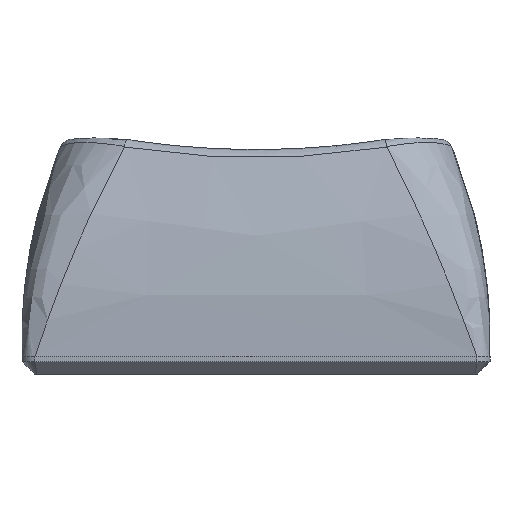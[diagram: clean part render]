
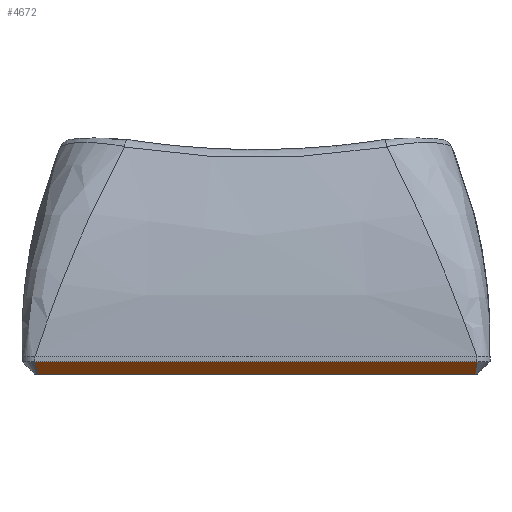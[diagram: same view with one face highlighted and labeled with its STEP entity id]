
A CAD part, front view. The second image highlights one B-rep face of the part: STEP entity #4672.
In plain terms, the highlighted planar face has unit normal (0, -0.707, -0.707).
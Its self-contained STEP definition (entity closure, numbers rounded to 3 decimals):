
#720 = PLANE('',#721);
#721 = AXIS2_PLACEMENT_3D('',#722,#723,#724);
#722 = CARTESIAN_POINT('',(-8.5,-9.,0.672));
#723 = DIRECTION('',(0.,-1.,0.));
#724 = DIRECTION('',(1.,0.,0.));
#1973 = VERTEX_POINT('',#1974);
#1974 = CARTESIAN_POINT('',(-8.5,-9.,0.48));
#2000 = EDGE_CURVE('',#1973,#2001,#2003,.T.);
#2001 = VERTEX_POINT('',#2002);
#2002 = CARTESIAN_POINT('',(8.5,-9.,0.48));
#2003 = SURFACE_CURVE('',#2004,(#2008,#2015),.PCURVE_S1.);
#2004 = LINE('',#2005,#2006);
#2005 = CARTESIAN_POINT('',(-8.5,-9.,0.48));
#2006 = VECTOR('',#2007,1.);
#2007 = DIRECTION('',(1.,0.,0.));
#2008 = PCURVE('',#720,#2009);
#2009 = DEFINITIONAL_REPRESENTATION('',(#2010),#2014);
#2010 = LINE('',#2011,#2012);
#2011 = CARTESIAN_POINT('',(0.,-0.192));
#2012 = VECTOR('',#2013,1.);
#2013 = DIRECTION('',(1.,0.));
#2014 = ( GEOMETRIC_REPRESENTATION_CONTEXT(2) 
PARAMETRIC_REPRESENTATION_CONTEXT() REPRESENTATION_CONTEXT('2D SPACE',''
  ) );
#2015 = PCURVE('',#2016,#2021);
#2016 = PLANE('',#2017);
#2017 = AXIS2_PLACEMENT_3D('',#2018,#2019,#2020);
#2018 = CARTESIAN_POINT('',(-8.5,-8.76,0.24));
#2019 = DIRECTION('',(0.,0.707,0.707)
  );
#2020 = DIRECTION('',(1.,0.,0.));
#2021 = DEFINITIONAL_REPRESENTATION('',(#2022),#2026);
#2022 = LINE('',#2023,#2024);
#2023 = CARTESIAN_POINT('',(0.,-0.339));
#2024 = VECTOR('',#2025,1.);
#2025 = DIRECTION('',(1.,0.));
#2026 = ( GEOMETRIC_REPRESENTATION_CONTEXT(2) 
PARAMETRIC_REPRESENTATION_CONTEXT() REPRESENTATION_CONTEXT('2D SPACE',''
  ) );
#3188 = CONICAL_SURFACE('',#3189,0.7,0.785);
#3189 = AXIS2_PLACEMENT_3D('',#3190,#3191,#3192);
#3190 = CARTESIAN_POINT('',(8.323,-8.323,0.48));
#3191 = DIRECTION('',(-0.,-0.,1.));
#3192 = DIRECTION('',(0.967,-0.253,0.));
#4672 = ADVANCED_FACE('',(#4673),#2016,.F.);
#4673 = FACE_BOUND('',#4674,.F.);
#4674 = EDGE_LOOP('',(#4675,#4710,#4711,#4741));
#4675 = ORIENTED_EDGE('',*,*,#4676,.F.);
#4676 = EDGE_CURVE('',#1973,#4677,#4679,.T.);
#4677 = VERTEX_POINT('',#4678);
#4678 = CARTESIAN_POINT('',(-8.42,-8.52,0.));
#4679 = SURFACE_CURVE('',#4680,(#4685,#4692),.PCURVE_S1.);
#4680 = PARABOLA('',#4681,0.008);
#4681 = AXIS2_PLACEMENT_3D('',#4682,#4683,#4684);
#4682 = CARTESIAN_POINT('',(-8.323,-8.311,
    -0.209));
#4683 = DIRECTION('',(0.,0.707,0.707)
  );
#4684 = DIRECTION('',(0.,-0.707,0.707)
  );
#4685 = PCURVE('',#2016,#4686);
#4686 = DEFINITIONAL_REPRESENTATION('',(#4687),#4691);
#4687 = B_SPLINE_CURVE_WITH_KNOTS('',2,(#4688,#4689,#4690),
  .UNSPECIFIED.,.F.,.F.,(3,3),(-0.177,-0.098),
  .PIECEWISE_BEZIER_KNOTS.);
#4688 = CARTESIAN_POINT('',(0.,-0.339));
#4689 = CARTESIAN_POINT('',(0.04,0.098));
#4690 = CARTESIAN_POINT('',(0.08,0.339));
#4691 = ( GEOMETRIC_REPRESENTATION_CONTEXT(2) 
PARAMETRIC_REPRESENTATION_CONTEXT() REPRESENTATION_CONTEXT('2D SPACE',''
  ) );
#4692 = PCURVE('',#4693,#4698);
#4693 = CONICAL_SURFACE('',#4694,0.7,0.785);
#4694 = AXIS2_PLACEMENT_3D('',#4695,#4696,#4697);
#4695 = CARTESIAN_POINT('',(-8.323,-8.323,0.48));
#4696 = DIRECTION('',(-0.,-0.,1.));
#4697 = DIRECTION('',(-0.253,-0.967,-0.));
#4698 = DEFINITIONAL_REPRESENTATION('',(#4699),#4709);
#4699 = B_SPLINE_CURVE_WITH_KNOTS('',8,(#4700,#4701,#4702,#4703,#4704,
    #4705,#4706,#4707,#4708),.UNSPECIFIED.,.F.,.F.,(9,9),(
    -0.177,-0.098),.PIECEWISE_BEZIER_KNOTS.);
#4700 = CARTESIAN_POINT('',(0.,0.));
#4701 = CARTESIAN_POINT('',(-0.014,-0.077));
#4702 = CARTESIAN_POINT('',(-0.03,-0.15));
#4703 = CARTESIAN_POINT('',(-0.048,-0.217));
#4704 = CARTESIAN_POINT('',(-0.069,-0.28));
#4705 = CARTESIAN_POINT('',(-0.094,-0.337));
#4706 = CARTESIAN_POINT('',(-0.123,-0.39));
#4707 = CARTESIAN_POINT('',(-0.158,-0.437));
#4708 = CARTESIAN_POINT('',(-0.203,-0.48));
#4709 = ( GEOMETRIC_REPRESENTATION_CONTEXT(2) 
PARAMETRIC_REPRESENTATION_CONTEXT() REPRESENTATION_CONTEXT('2D SPACE',''
  ) );
#4710 = ORIENTED_EDGE('',*,*,#2000,.T.);
#4711 = ORIENTED_EDGE('',*,*,#4712,.T.);
#4712 = EDGE_CURVE('',#2001,#4713,#4715,.T.);
#4713 = VERTEX_POINT('',#4714);
#4714 = CARTESIAN_POINT('',(8.42,-8.52,0.));
#4715 = SURFACE_CURVE('',#4716,(#4721,#4728),.PCURVE_S1.);
#4716 = PARABOLA('',#4717,0.008);
#4717 = AXIS2_PLACEMENT_3D('',#4718,#4719,#4720);
#4718 = CARTESIAN_POINT('',(8.323,-8.311,
    -0.209));
#4719 = DIRECTION('',(0.,-0.707,-0.707
    ));
#4720 = DIRECTION('',(0.,-0.707,0.707)
  );
#4721 = PCURVE('',#2016,#4722);
#4722 = DEFINITIONAL_REPRESENTATION('',(#4723),#4727);
#4723 = B_SPLINE_CURVE_WITH_KNOTS('',2,(#4724,#4725,#4726),
  .UNSPECIFIED.,.F.,.F.,(3,3),(-0.177,-0.098),
  .PIECEWISE_BEZIER_KNOTS.);
#4724 = CARTESIAN_POINT('',(17.,-0.339));
#4725 = CARTESIAN_POINT('',(16.96,0.098));
#4726 = CARTESIAN_POINT('',(16.92,0.339));
#4727 = ( GEOMETRIC_REPRESENTATION_CONTEXT(2) 
PARAMETRIC_REPRESENTATION_CONTEXT() REPRESENTATION_CONTEXT('2D SPACE',''
  ) );
#4728 = PCURVE('',#3188,#4729);
#4729 = DEFINITIONAL_REPRESENTATION('',(#4730),#4740);
#4730 = B_SPLINE_CURVE_WITH_KNOTS('',8,(#4731,#4732,#4733,#4734,#4735,
    #4736,#4737,#4738,#4739),.UNSPECIFIED.,.F.,.F.,(9,9),(
    -0.177,-0.098),.PIECEWISE_BEZIER_KNOTS.);
#4731 = CARTESIAN_POINT('',(-1.059,0.));
#4732 = CARTESIAN_POINT('',(-1.045,-0.077));
#4733 = CARTESIAN_POINT('',(-1.029,-0.15));
#4734 = CARTESIAN_POINT('',(-1.01,-0.217));
#4735 = CARTESIAN_POINT('',(-0.99,-0.28));
#4736 = CARTESIAN_POINT('',(-0.965,-0.337));
#4737 = CARTESIAN_POINT('',(-0.936,-0.39));
#4738 = CARTESIAN_POINT('',(-0.901,-0.437));
#4739 = CARTESIAN_POINT('',(-0.856,-0.48));
#4740 = ( GEOMETRIC_REPRESENTATION_CONTEXT(2) 
PARAMETRIC_REPRESENTATION_CONTEXT() REPRESENTATION_CONTEXT('2D SPACE',''
  ) );
#4741 = ORIENTED_EDGE('',*,*,#4742,.F.);
#4742 = EDGE_CURVE('',#4677,#4713,#4743,.T.);
#4743 = SURFACE_CURVE('',#4744,(#4748,#4755),.PCURVE_S1.);
#4744 = LINE('',#4745,#4746);
#4745 = CARTESIAN_POINT('',(-8.5,-8.52,0.));
#4746 = VECTOR('',#4747,1.);
#4747 = DIRECTION('',(1.,0.,0.));
#4748 = PCURVE('',#2016,#4749);
#4749 = DEFINITIONAL_REPRESENTATION('',(#4750),#4754);
#4750 = LINE('',#4751,#4752);
#4751 = CARTESIAN_POINT('',(0.,0.339));
#4752 = VECTOR('',#4753,1.);
#4753 = DIRECTION('',(1.,0.));
#4754 = ( GEOMETRIC_REPRESENTATION_CONTEXT(2) 
PARAMETRIC_REPRESENTATION_CONTEXT() REPRESENTATION_CONTEXT('2D SPACE',''
  ) );
#4755 = PCURVE('',#4756,#4761);
#4756 = PLANE('',#4757);
#4757 = AXIS2_PLACEMENT_3D('',#4758,#4759,#4760);
#4758 = CARTESIAN_POINT('',(8.5,9.,0.));
#4759 = DIRECTION('',(0.,0.,-1.));
#4760 = DIRECTION('',(-1.,0.,0.));
#4761 = DEFINITIONAL_REPRESENTATION('',(#4762),#4766);
#4762 = LINE('',#4763,#4764);
#4763 = CARTESIAN_POINT('',(17.,-17.52));
#4764 = VECTOR('',#4765,1.);
#4765 = DIRECTION('',(-1.,0.));
#4766 = ( GEOMETRIC_REPRESENTATION_CONTEXT(2) 
PARAMETRIC_REPRESENTATION_CONTEXT() REPRESENTATION_CONTEXT('2D SPACE',''
  ) );
